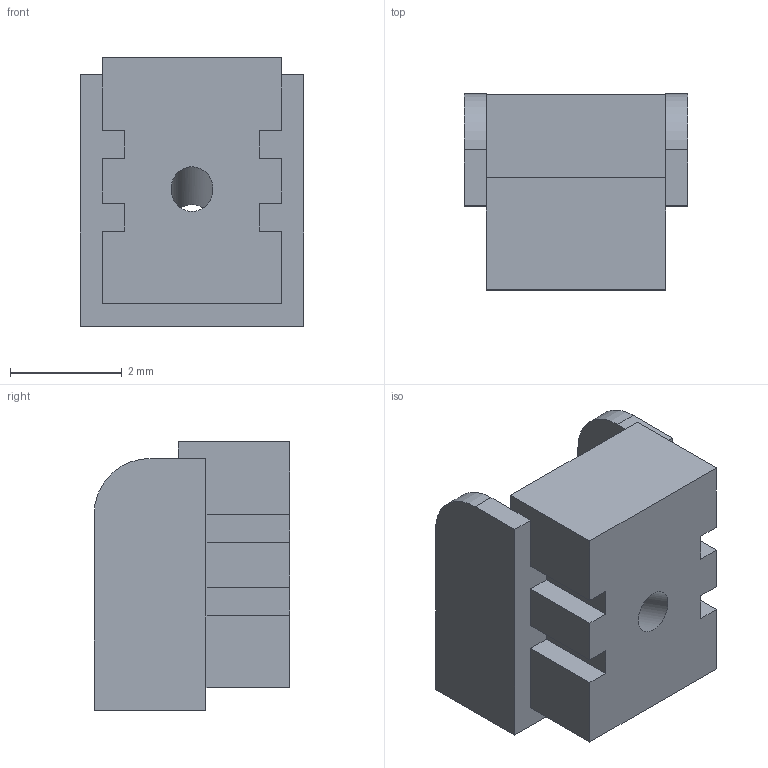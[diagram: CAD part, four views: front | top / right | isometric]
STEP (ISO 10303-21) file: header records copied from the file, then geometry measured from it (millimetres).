
FILE_DESCRIPTION(/* description */ (''),/* implementation_level */ '2;1');
FILE_NAME(/* name */ 'base_v10_aluminum.step',/* time_stamp */ '2022-03-03T17:42:40-05:00',/* author */ (''),/* organization */ (''),/* preprocessor_version */ 'ST-DEVELOPER v18.1',/* originating_system */ 'Autodesk Translation Framework v10.13.0.1454',/* authorisation */ '');
FILE_SCHEMA (('AUTOMOTIVE_DESIGN { 1 0 10303 214 3 1 1 }'));
Length unit declared in the file: millimetre
Products named in the file (1): base_aluminum
Bounding box: 4 x 3.5 x 4.8 mm (x, y, z)
Volume: 33.9 mm3; surface area: 127.4 mm2
Topology: 1 solids, 1 shells, 56 faces, 147 edges, 97 vertices
Faces by surface type: plane 52, cylinder 3, bspline 1
Full cylindrical faces by diameter (mm): 0.75 x1
Entity records: 1779 total; most frequent: CARTESIAN_POINT 358, ORIENTED_EDGE 294, DIRECTION 262, EDGE_CURVE 147, LINE 140, VECTOR 140, VERTEX_POINT 97, EDGE_LOOP 62
